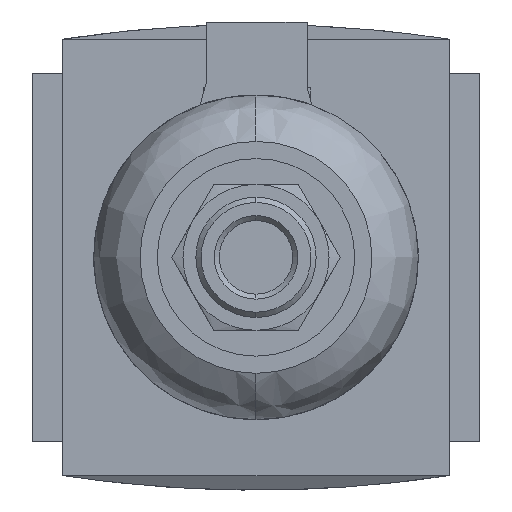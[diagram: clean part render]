
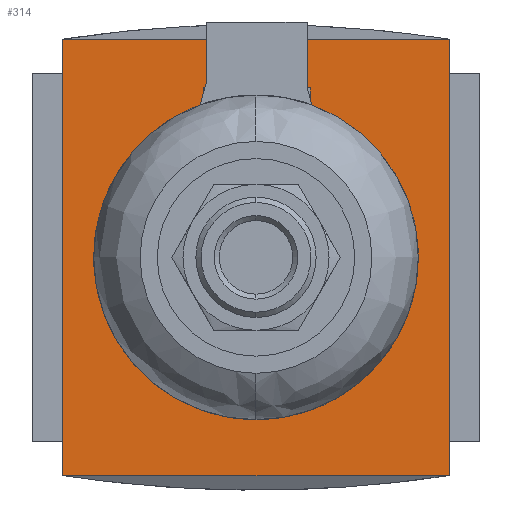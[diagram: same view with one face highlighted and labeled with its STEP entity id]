
A CAD part, front view. The second image highlights one B-rep face of the part: STEP entity #314.
In plain terms, the highlighted planar face has unit normal (0, -1, 0).
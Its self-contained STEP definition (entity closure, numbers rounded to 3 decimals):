
#314 = ADVANCED_FACE ( 'NONE', ( #11517 ), #9322, .F. ) ;
#412 = LINE ( 'NONE', #7076, #10331 ) ;
#863 = CARTESIAN_POINT ( 'NONE',  ( 22.5, -31., -25.4 ) ) ;
#1232 = DIRECTION ( 'NONE',  ( 0., 0., 1. ) ) ;
#1782 = CARTESIAN_POINT ( 'NONE',  ( -22.5, -31., -25.4 ) ) ;
#3627 = AXIS2_PLACEMENT_3D ( 'NONE', #5590, #9394, #10875 ) ;
#4813 = ORIENTED_EDGE ( 'NONE', *, *, #11957, .T. ) ;
#4984 = DIRECTION ( 'NONE',  ( 1., 0., 0. ) ) ;
#4993 = CARTESIAN_POINT ( 'NONE',  ( -22.5, -31., 25.4 ) ) ;
#5590 = CARTESIAN_POINT ( 'NONE',  ( 0., -31., 122.903 ) ) ;
#5896 = VERTEX_POINT ( 'NONE', #4993 ) ;
#6628 = CARTESIAN_POINT ( 'NONE',  ( 0., -31., 25.4 ) ) ;
#7076 = CARTESIAN_POINT ( 'NONE',  ( -22.5, -31., -25.4 ) ) ;
#7524 = CARTESIAN_POINT ( 'NONE',  ( 22.5, -31., 25.4 ) ) ;
#7775 = CARTESIAN_POINT ( 'NONE',  ( 22.5, -31., 25.4 ) ) ;
#8253 = EDGE_LOOP ( 'NONE', ( #9405, #4813, #12900, #12062 ) ) ;
#8306 = DIRECTION ( 'NONE',  ( 0., 0., -1. ) ) ;
#8502 = VECTOR ( 'NONE', #4984, 1000. ) ;
#8717 = LINE ( 'NONE', #9996, #8502 ) ;
#8760 = LINE ( 'NONE', #6628, #9555 ) ;
#9131 = DIRECTION ( 'NONE',  ( 1., 0., 0. ) ) ;
#9161 = EDGE_CURVE ( 'NONE', #10011, #11135, #8717, .T. ) ;
#9322 = PLANE ( 'NONE',  #3627 ) ;
#9337 = VERTEX_POINT ( 'NONE', #7775 ) ;
#9394 = DIRECTION ( 'NONE',  ( 0., 1., 0. ) ) ;
#9405 = ORIENTED_EDGE ( 'NONE', *, *, #9161, .T. ) ;
#9555 = VECTOR ( 'NONE', #9131, 1000. ) ;
#9996 = CARTESIAN_POINT ( 'NONE',  ( 31., -31., -25.4 ) ) ;
#10011 = VERTEX_POINT ( 'NONE', #1782 ) ;
#10331 = VECTOR ( 'NONE', #8306, 1000. ) ;
#10875 = DIRECTION ( 'NONE',  ( 0., 0., 1. ) ) ;
#11135 = VERTEX_POINT ( 'NONE', #863 ) ;
#11517 = FACE_OUTER_BOUND ( 'NONE', #8253, .T. ) ;
#11957 = EDGE_CURVE ( 'NONE', #11135, #9337, #15004, .T. ) ;
#12062 = ORIENTED_EDGE ( 'NONE', *, *, #13998, .T. ) ;
#12900 = ORIENTED_EDGE ( 'NONE', *, *, #13743, .F. ) ;
#13249 = VECTOR ( 'NONE', #1232, 1000. ) ;
#13743 = EDGE_CURVE ( 'NONE', #5896, #9337, #8760, .T. ) ;
#13998 = EDGE_CURVE ( 'NONE', #5896, #10011, #412, .T. ) ;
#15004 = LINE ( 'NONE', #7524, #13249 ) ;
